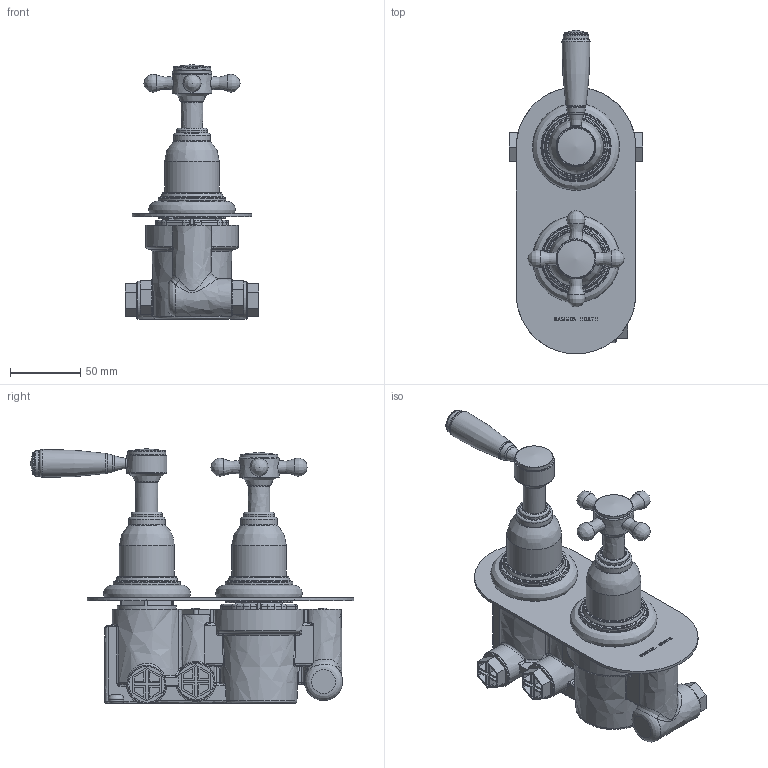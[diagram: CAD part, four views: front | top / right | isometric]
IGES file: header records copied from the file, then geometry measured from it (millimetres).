
Global section: file name: V211-TC TM TW TGBC; native system: Autodesk Inventor 2018; preprocessor: unknown; author: adaniels; date: 20171205.102448; units: millimetre
Bounding box: 94.8 x 230.4 x 181.42 mm (x, y, z)
Volume: 549379.7 mm3; surface area: 289225.1 mm2
Topology: 54 solids, 55 shells, 2263 faces, 6071 edges, 4010 vertices
Faces by surface type: bspline 2263
